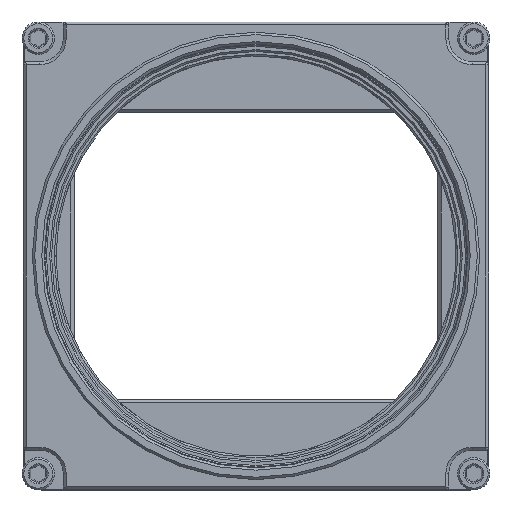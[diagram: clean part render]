
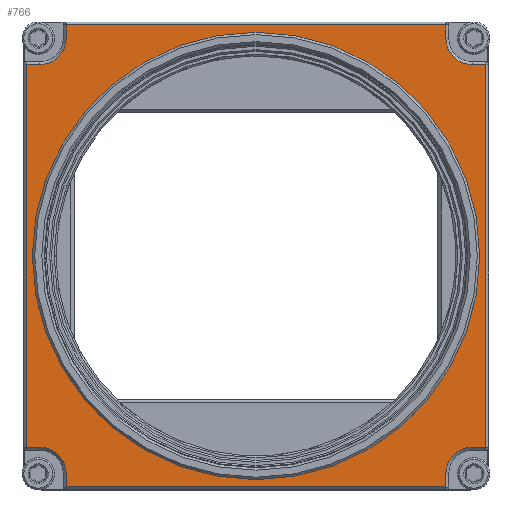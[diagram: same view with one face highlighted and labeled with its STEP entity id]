
A CAD part, top view. The second image highlights one B-rep face of the part: STEP entity #766.
In plain terms, the highlighted planar face has unit normal (0, 0, 1).
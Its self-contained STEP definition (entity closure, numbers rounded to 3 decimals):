
#250=LINE('',#4133,#466);
#251=LINE('',#4136,#467);
#252=LINE('',#4138,#468);
#253=LINE('',#4142,#469);
#254=LINE('',#4144,#470);
#255=LINE('',#4146,#471);
#256=LINE('',#4150,#472);
#257=LINE('',#4152,#473);
#258=LINE('',#4154,#474);
#259=LINE('',#4158,#475);
#260=LINE('',#4160,#476);
#261=LINE('',#4162,#477);
#466=VECTOR('',#3268,1.);
#467=VECTOR('',#3269,1.);
#468=VECTOR('',#3270,1.);
#469=VECTOR('',#3273,1.);
#470=VECTOR('',#3274,1.);
#471=VECTOR('',#3275,1.);
#472=VECTOR('',#3278,1.);
#473=VECTOR('',#3279,1.);
#474=VECTOR('',#3280,1.);
#475=VECTOR('',#3283,1.);
#476=VECTOR('',#3284,1.);
#477=VECTOR('',#3285,1.);
#684=FACE_BOUND('',#1177,.T.);
#685=FACE_BOUND('',#1178,.T.);
#766=ADVANCED_FACE('',(#684,#685),#942,.T.);
#942=PLANE('',#2921);
#1177=EDGE_LOOP('',(#1415,#1416,#1417,#1418,#1419,#1420,#1421,#1422,#1423,
#1424,#1425,#1426,#1427,#1428,#1429,#1430));
#1178=EDGE_LOOP('',(#1431));
#1415=ORIENTED_EDGE('',*,*,#2415,.T.);
#1416=ORIENTED_EDGE('',*,*,#2416,.T.);
#1417=ORIENTED_EDGE('',*,*,#2417,.T.);
#1418=ORIENTED_EDGE('',*,*,#2418,.T.);
#1419=ORIENTED_EDGE('',*,*,#2419,.T.);
#1420=ORIENTED_EDGE('',*,*,#2420,.T.);
#1421=ORIENTED_EDGE('',*,*,#2421,.T.);
#1422=ORIENTED_EDGE('',*,*,#2422,.T.);
#1423=ORIENTED_EDGE('',*,*,#2423,.T.);
#1424=ORIENTED_EDGE('',*,*,#2424,.T.);
#1425=ORIENTED_EDGE('',*,*,#2425,.T.);
#1426=ORIENTED_EDGE('',*,*,#2426,.T.);
#1427=ORIENTED_EDGE('',*,*,#2427,.T.);
#1428=ORIENTED_EDGE('',*,*,#2428,.T.);
#1429=ORIENTED_EDGE('',*,*,#2429,.T.);
#1430=ORIENTED_EDGE('',*,*,#2430,.T.);
#1431=ORIENTED_EDGE('',*,*,#2431,.T.);
#2170=VERTEX_POINT('',#4134);
#2171=VERTEX_POINT('',#4135);
#2172=VERTEX_POINT('',#4137);
#2173=VERTEX_POINT('',#4139);
#2174=VERTEX_POINT('',#4141);
#2175=VERTEX_POINT('',#4143);
#2176=VERTEX_POINT('',#4145);
#2177=VERTEX_POINT('',#4147);
#2178=VERTEX_POINT('',#4149);
#2179=VERTEX_POINT('',#4151);
#2180=VERTEX_POINT('',#4153);
#2181=VERTEX_POINT('',#4155);
#2182=VERTEX_POINT('',#4157);
#2183=VERTEX_POINT('',#4159);
#2184=VERTEX_POINT('',#4161);
#2185=VERTEX_POINT('',#4163);
#2186=VERTEX_POINT('',#4166);
#2415=EDGE_CURVE('',#2170,#2171,#250,.T.);
#2416=EDGE_CURVE('',#2171,#2172,#251,.T.);
#2417=EDGE_CURVE('',#2172,#2173,#252,.T.);
#2418=EDGE_CURVE('',#2173,#2174,#2786,.T.);
#2419=EDGE_CURVE('',#2174,#2175,#253,.T.);
#2420=EDGE_CURVE('',#2175,#2176,#254,.T.);
#2421=EDGE_CURVE('',#2176,#2177,#255,.T.);
#2422=EDGE_CURVE('',#2177,#2178,#2787,.T.);
#2423=EDGE_CURVE('',#2178,#2179,#256,.T.);
#2424=EDGE_CURVE('',#2179,#2180,#257,.T.);
#2425=EDGE_CURVE('',#2180,#2181,#258,.T.);
#2426=EDGE_CURVE('',#2181,#2182,#2788,.T.);
#2427=EDGE_CURVE('',#2182,#2183,#259,.T.);
#2428=EDGE_CURVE('',#2183,#2184,#260,.T.);
#2429=EDGE_CURVE('',#2184,#2185,#261,.T.);
#2430=EDGE_CURVE('',#2185,#2170,#2789,.T.);
#2431=EDGE_CURVE('',#2186,#2186,#2790,.T.);
#2786=CIRCLE('',#2916,4.5);
#2787=CIRCLE('',#2917,4.5);
#2788=CIRCLE('',#2918,4.5);
#2789=CIRCLE('',#2919,4.5);
#2790=CIRCLE('',#2920,38.);
#2916=AXIS2_PLACEMENT_3D('',#4140,#3271,#3272);
#2917=AXIS2_PLACEMENT_3D('',#4148,#3276,#3277);
#2918=AXIS2_PLACEMENT_3D('',#4156,#3281,#3282);
#2919=AXIS2_PLACEMENT_3D('',#4164,#3286,#3287);
#2920=AXIS2_PLACEMENT_3D('',#4165,#3288,#3289);
#2921=AXIS2_PLACEMENT_3D('',#4167,#3290,#3291);
#3268=DIRECTION('',(-1.,0.,0.));
#3269=DIRECTION('',(0.,-1.,0.));
#3270=DIRECTION('',(1.,0.,0.));
#3271=DIRECTION('',(0.,0.,-1.));
#3272=DIRECTION('',(1.,0.,0.));
#3273=DIRECTION('',(0.,-1.,0.));
#3274=DIRECTION('',(1.,0.,0.));
#3275=DIRECTION('',(0.,1.,0.));
#3276=DIRECTION('',(0.,0.,-1.));
#3277=DIRECTION('',(1.,0.,0.));
#3278=DIRECTION('',(1.,0.,0.));
#3279=DIRECTION('',(0.,1.,0.));
#3280=DIRECTION('',(-1.,0.,0.));
#3281=DIRECTION('',(0.,0.,-1.));
#3282=DIRECTION('',(1.,0.,0.));
#3283=DIRECTION('',(0.,1.,0.));
#3284=DIRECTION('',(-1.,0.,0.));
#3285=DIRECTION('',(0.,-1.,0.));
#3286=DIRECTION('',(0.,0.,-1.));
#3287=DIRECTION('',(1.,0.,0.));
#3288=DIRECTION('',(0.,0.,-1.));
#3289=DIRECTION('',(1.,0.,0.));
#3290=DIRECTION('',(0.,0.,1.));
#3291=DIRECTION('',(1.,0.,0.));
#4133=CARTESIAN_POINT('',(0.,32.5,6.5));
#4134=CARTESIAN_POINT('',(-36.75,32.5,6.5));
#4135=CARTESIAN_POINT('',(-39.,32.5,6.5));
#4136=CARTESIAN_POINT('',(-39.,0.,6.5));
#4137=CARTESIAN_POINT('',(-39.,-32.5,6.5));
#4138=CARTESIAN_POINT('',(-36.75,-32.5,6.5));
#4139=CARTESIAN_POINT('',(-36.75,-32.5,6.5));
#4140=CARTESIAN_POINT('',(-36.75,-37.,6.5));
#4141=CARTESIAN_POINT('',(-32.25,-37.,6.5));
#4142=CARTESIAN_POINT('',(-32.25,-39.25,6.5));
#4143=CARTESIAN_POINT('',(-32.25,-39.25,6.5));
#4144=CARTESIAN_POINT('',(0.,-39.25,6.5));
#4145=CARTESIAN_POINT('',(32.25,-39.25,6.5));
#4146=CARTESIAN_POINT('',(32.25,0.,6.5));
#4147=CARTESIAN_POINT('',(32.25,-37.,6.5));
#4148=CARTESIAN_POINT('',(36.75,-37.,6.5));
#4149=CARTESIAN_POINT('',(36.75,-32.5,6.5));
#4150=CARTESIAN_POINT('',(0.,-32.5,6.5));
#4151=CARTESIAN_POINT('',(39.,-32.5,6.5));
#4152=CARTESIAN_POINT('',(39.,0.,6.5));
#4153=CARTESIAN_POINT('',(39.,32.5,6.5));
#4154=CARTESIAN_POINT('',(36.75,32.5,6.5));
#4155=CARTESIAN_POINT('',(36.75,32.5,6.5));
#4156=CARTESIAN_POINT('',(36.75,37.,6.5));
#4157=CARTESIAN_POINT('',(32.25,37.,6.5));
#4158=CARTESIAN_POINT('',(32.25,39.25,6.5));
#4159=CARTESIAN_POINT('',(32.25,39.25,6.5));
#4160=CARTESIAN_POINT('',(0.,39.25,6.5));
#4161=CARTESIAN_POINT('',(-32.25,39.25,6.5));
#4162=CARTESIAN_POINT('',(-32.25,0.,6.5));
#4163=CARTESIAN_POINT('',(-32.25,37.,6.5));
#4164=CARTESIAN_POINT('',(-36.75,37.,6.5));
#4165=CARTESIAN_POINT('',(0.,0.,6.5));
#4166=CARTESIAN_POINT('',(38.,0.,6.5));
#4167=CARTESIAN_POINT('',(0.,0.,6.5));
